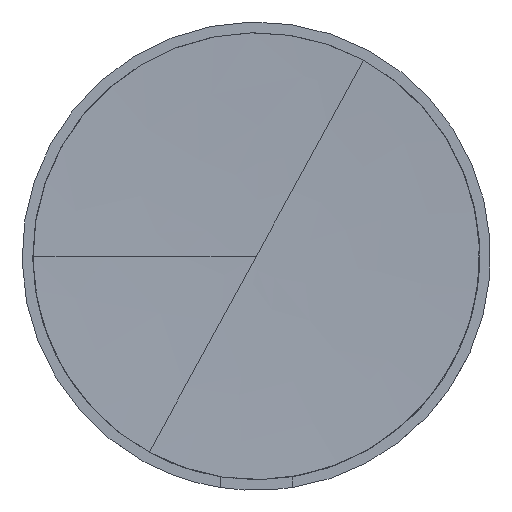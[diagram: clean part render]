
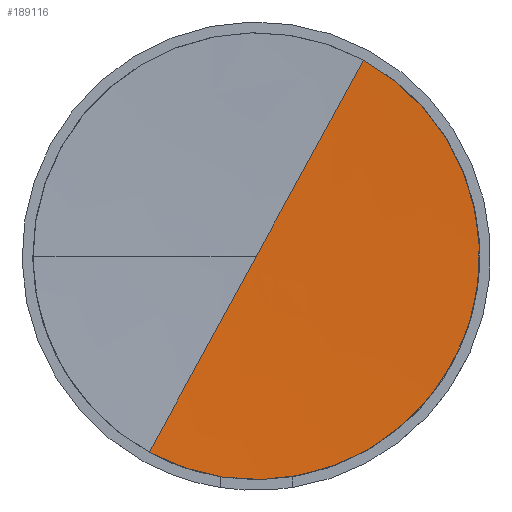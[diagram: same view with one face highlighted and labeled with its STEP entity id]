
A CAD part, left-side view. The second image highlights one B-rep face of the part: STEP entity #189116.
In plain terms, the highlighted free-form (B-spline) face has degree [2, 2] with [5, 3] control points.
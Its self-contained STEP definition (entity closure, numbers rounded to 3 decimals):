
#188731=CARTESIAN_POINT(' ',(-6.033,0.,0.));
#188732=VERTEX_POINT(' ',#188731);
#188746=CARTESIAN_POINT(' ',(-999.475,0.,0.));
#188751=DIRECTION(' ',(0.,0.878,0.479));
#188756=DIRECTION(' ',(1.,-0.015,0.027));
#188761=AXIS2_PLACEMENT_3D(' ',#188746,#188751,#188756);
#188766=CIRCLE('',#188761,993.442);
#188771=CARTESIAN_POINT(' ',(-6.517,-14.863,27.206));
#188772=VERTEX_POINT(' ',#188771);
#188776=EDGE_CURVE(' ',#188772,#188732,#188766,.T.);
#188916=CARTESIAN_POINT(' ',(-6.517,14.863,-27.206));
#188917=VERTEX_POINT(' ',#188916);
#188931=CARTESIAN_POINT(' ',(-999.445,0.,0.));
#188936=DIRECTION(' ',(0.,-0.878,-0.479));
#188941=DIRECTION(' ',(1.,0.015,-0.027));
#188946=AXIS2_PLACEMENT_3D(' ',#188931,#188936,#188941);
#188951=CIRCLE('',#188946,993.411);
#188956=EDGE_CURVE(' ',#188917,#188732,#188951,.T.);
#188981=CARTESIAN_POINT(' ',(-6.033,0.,0.));
#188986=CARTESIAN_POINT(' ',(-6.033,-7.433,13.606));
#188991=CARTESIAN_POINT(' ',(-6.517,-14.863,27.206));
#188996=CARTESIAN_POINT(' ',(-6.033,0.,0.));
#189001=CARTESIAN_POINT(' ',(-6.033,-21.039,6.173));
#189006=CARTESIAN_POINT(' ',(-6.517,-42.068,12.343));
#189011=CARTESIAN_POINT(' ',(-6.033,0.,0.));
#189016=CARTESIAN_POINT(' ',(-6.033,-13.606,-7.433));
#189021=CARTESIAN_POINT(' ',(-6.517,-27.206,-14.863));
#189026=CARTESIAN_POINT(' ',(-6.033,0.,0.));
#189031=CARTESIAN_POINT(' ',(-6.033,-6.173,-21.039));
#189036=CARTESIAN_POINT(' ',(-6.517,-12.343,-42.068));
#189041=CARTESIAN_POINT(' ',(-6.033,0.,0.));
#189046=CARTESIAN_POINT(' ',(-6.033,7.433,-13.606));
#189051=CARTESIAN_POINT(' ',(-6.517,14.863,-27.206));
#189056=(BOUNDED_SURFACE()B_SPLINE_SURFACE(2,2,((#188981,#188986,#188991),(#188996,#189001,#189006),(#189011,#189016,#189021),(#189026,#189031,#189036),(#189041,#189046,#189051)),.UNSPECIFIED.,.F.,.F.,.U.)B_SPLINE_SURFACE_WITH_KNOTS((3,2,3),(3,3),(0.,0.5,1.),(0.,1.),.UNSPECIFIED.)GEOMETRIC_REPRESENTATION_ITEM()RATIONAL_B_SPLINE_SURFACE(((1.,1.,1.),(0.707,0.707,0.707),(1.,1.,1.),(0.707,0.707,0.707),(1.,1.,1.)))REPRESENTATION_ITEM(' ')SURFACE());
#189061=CARTESIAN_POINT(' ',(-6.517,0.,0.));
#189066=DIRECTION(' ',(-1.,0.,0.));
#189071=DIRECTION(' ',(0.,0.479,-0.878));
#189076=AXIS2_PLACEMENT_3D(' ',#189061,#189066,#189071);
#189081=CIRCLE('',#189076,31.001);
#189086=EDGE_CURVE(' ',#188917,#188772,#189081,.T.);
#189091=ORIENTED_EDGE(' ',*,*,#189086,.T.);
#189096=ORIENTED_EDGE(' ',*,*,#188776,.T.);
#189101=ORIENTED_EDGE(' ',*,*,#188956,.F.);
#189106=EDGE_LOOP(' ',(#189091,#189096,#189101));
#189111=FACE_OUTER_BOUND(' ',#189106,.T.);
#189116=ADVANCED_FACE('',(#189111),#189056,.T.);
